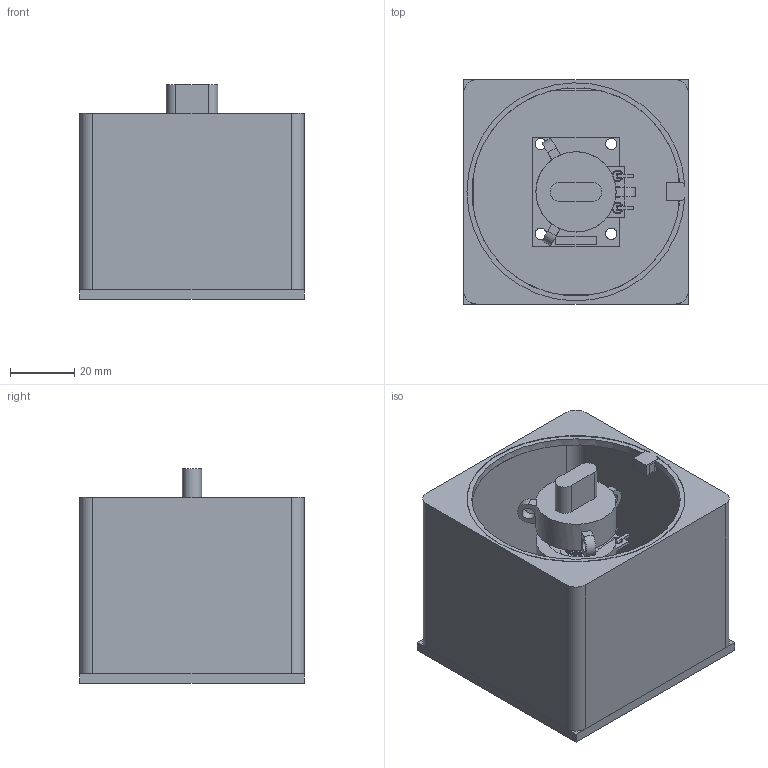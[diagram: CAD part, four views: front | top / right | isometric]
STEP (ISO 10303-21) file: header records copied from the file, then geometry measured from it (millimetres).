
FILE_DESCRIPTION(/* description */ (''),/* implementation_level */ '2;1');
FILE_NAME(/* name */ 'Attitude Control v9.step',/* time_stamp */ '2022-02-23T23:12:00-03:00',/* author */ (''),/* organization */ (''),/* preprocessor_version */ 'ST-DEVELOPER v18.1',/* originating_system */ 'Autodesk Translation Framework v10.13.0.1454',/* authorisation */ '');
FILE_SCHEMA (('AUTOMOTIVE_DESIGN { 1 0 10303 214 3 1 1 }'));
Length unit declared in the file: millimetre
Products named in the file (10): Attitude Control; Fixed; Joystick Module; Stick; Axis; Potentiometer; Platform; Lid; Joystick; Adapter1
Assembly tree (9 placements, depth 5):
  Attitude Control
    Fixed
      Joystick Module
        Stick
          Axis
      Potentiometer
      Platform
      Lid
    Joystick
      Adapter1
Bounding box: 70 x 70 x 67 mm (x, y, z)
Volume: 82853.9 mm3; surface area: 54745 mm2
Topology: 11 solids, 11 shells, 394 faces, 1039 edges, 648 vertices
Faces by surface type: plane 254, cylinder 116, cone 16, bspline 6, torus 2
Full cylindrical faces by diameter (mm): 3.5 x8, 4 x3, 5 x3, 6.351 x4, 6.927 x8, 10 x2, 17.5 x1, 25 x1
Entity records: 15661 total; most frequent: CARTESIAN_POINT 5889, ORIENTED_EDGE 2078, DIRECTION 1806, EDGE_CURVE 1039, VERTEX_POINT 648, LINE 626, VECTOR 626, AXIS2_PLACEMENT_3D 590
